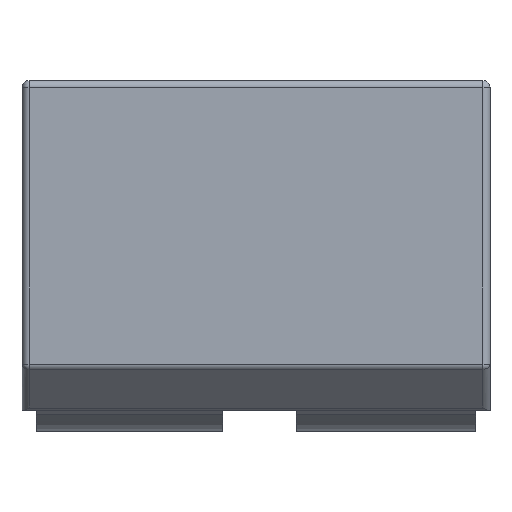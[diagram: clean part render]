
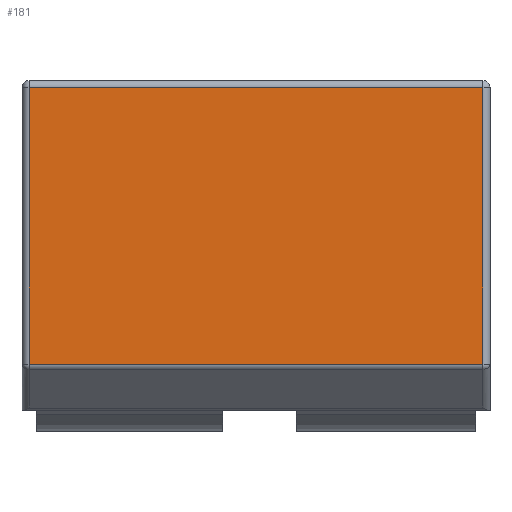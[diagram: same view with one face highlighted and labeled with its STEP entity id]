
A CAD part, front view. The second image highlights one B-rep face of the part: STEP entity #181.
In plain terms, the highlighted planar face has unit normal (0, -1, 0).
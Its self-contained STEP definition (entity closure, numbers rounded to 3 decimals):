
#100=FACE_OUTER_BOUND('',#450,.T.);
#181=ADVANCED_FACE('',(#100),#296,.F.);
#296=PLANE('',#1944);
#450=EDGE_LOOP('',(#730,#731,#732,#733));
#730=ORIENTED_EDGE('',*,*,#1403,.T.);
#731=ORIENTED_EDGE('',*,*,#1404,.T.);
#732=ORIENTED_EDGE('',*,*,#1405,.T.);
#733=ORIENTED_EDGE('',*,*,#1406,.T.);
#1224=VERTEX_POINT('',#2784);
#1225=VERTEX_POINT('',#2785);
#1226=VERTEX_POINT('',#2787);
#1227=VERTEX_POINT('',#2789);
#1403=EDGE_CURVE('',#1224,#1225,#1643,.T.);
#1404=EDGE_CURVE('',#1225,#1226,#1644,.T.);
#1405=EDGE_CURVE('',#1226,#1227,#1645,.T.);
#1406=EDGE_CURVE('',#1227,#1224,#1646,.T.);
#1643=LINE('',#2783,#1803);
#1644=LINE('',#2786,#1804);
#1645=LINE('',#2788,#1805);
#1646=LINE('',#2790,#1806);
#1803=VECTOR('',#2193,1.);
#1804=VECTOR('',#2194,1.);
#1805=VECTOR('',#2195,1.);
#1806=VECTOR('',#2196,1.);
#1944=AXIS2_PLACEMENT_3D('',#2791,#2197,#2198);
#2193=DIRECTION('',(1.,0.,0.));
#2194=DIRECTION('',(0.,0.,1.));
#2195=DIRECTION('',(-1.,0.,0.));
#2196=DIRECTION('',(0.,0.,-1.));
#2197=DIRECTION('',(0.,1.,0.));
#2198=DIRECTION('',(0.,0.,-1.));
#2783=CARTESIAN_POINT('',(101.6,0.,-39.586));
#2784=CARTESIAN_POINT('',(1.,0.,-39.586));
#2785=CARTESIAN_POINT('',(64.3,0.,-39.586));
#2786=CARTESIAN_POINT('',(64.3,0.,-46.));
#2787=CARTESIAN_POINT('',(64.3,0.,-1.));
#2788=CARTESIAN_POINT('',(0.,0.,-1.));
#2789=CARTESIAN_POINT('',(1.,0.,-1.));
#2790=CARTESIAN_POINT('',(1.,0.,-40.));
#2791=CARTESIAN_POINT('',(0.,0.,-46.));
